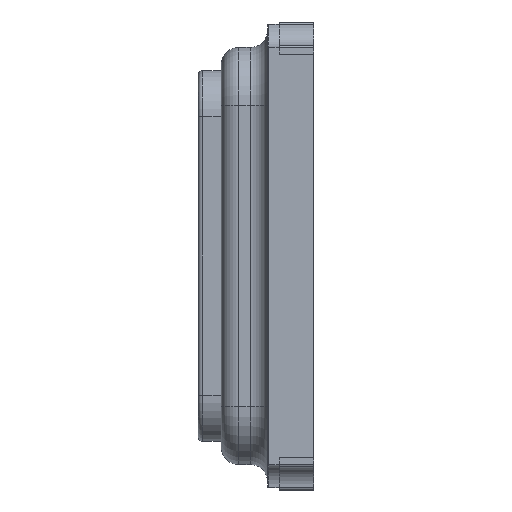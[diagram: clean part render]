
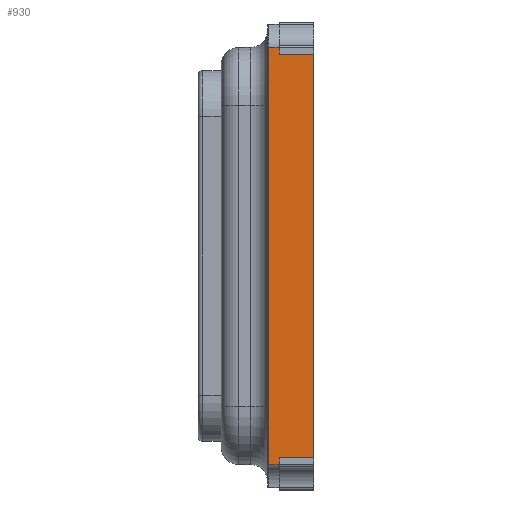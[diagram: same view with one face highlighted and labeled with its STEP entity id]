
A CAD part, left-side view. The second image highlights one B-rep face of the part: STEP entity #930.
In plain terms, the highlighted planar face has unit normal (-1, 0, 0).
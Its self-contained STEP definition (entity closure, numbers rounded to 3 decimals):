
#194 = VECTOR ( 'NONE', #3989, 1000. ) ;
#236 = CARTESIAN_POINT ( 'NONE',  ( -1.25, 0.15, -0.87 ) ) ;
#269 = VECTOR ( 'NONE', #583, 1000. ) ;
#306 = ORIENTED_EDGE ( 'NONE', *, *, #3489, .T. ) ;
#326 = VECTOR ( 'NONE', #656, 1000. ) ;
#343 = VECTOR ( 'NONE', #2682, 1000. ) ;
#371 = ORIENTED_EDGE ( 'NONE', *, *, #3404, .T. ) ;
#532 = EDGE_CURVE ( 'NONE', #1353, #1497, #2727, .T. ) ;
#568 = DIRECTION ( 'NONE',  ( 0., -1., 0. ) ) ;
#583 = DIRECTION ( 'NONE',  ( 0., -1., 0. ) ) ;
#640 = VECTOR ( 'NONE', #3582, 1000. ) ;
#656 = DIRECTION ( 'NONE',  ( 0., 1., 0. ) ) ;
#705 = VERTEX_POINT ( 'NONE', #1043 ) ;
#819 = CARTESIAN_POINT ( 'NONE',  ( -1.25, 0.15, 0.9 ) ) ;
#876 = CARTESIAN_POINT ( 'NONE',  ( -1.25, 0.15, 0.87 ) ) ;
#902 = EDGE_CURVE ( 'NONE', #1770, #1904, #2842, .T. ) ;
#930 = ADVANCED_FACE ( 'NONE', ( #4020 ), #976, .F. ) ;
#976 = PLANE ( 'NONE',  #2178 ) ;
#1002 = ORIENTED_EDGE ( 'NONE', *, *, #902, .T. ) ;
#1041 = LINE ( 'NONE', #2950, #1767 ) ;
#1043 = CARTESIAN_POINT ( 'NONE',  ( -1.25, 0., -0.87 ) ) ;
#1199 = CARTESIAN_POINT ( 'NONE',  ( -1.25, 0.15, -0.9 ) ) ;
#1259 = DIRECTION ( 'NONE',  ( 1., 0., 0. ) ) ;
#1289 = CARTESIAN_POINT ( 'NONE',  ( -1.25, 0., 0.9 ) ) ;
#1323 = EDGE_LOOP ( 'NONE', ( #1002, #306, #3450, #1701, #2086, #371, #2770, #2250 ) ) ;
#1353 = VERTEX_POINT ( 'NONE', #1390 ) ;
#1390 = CARTESIAN_POINT ( 'NONE',  ( -1.25, 0.195, -0.9 ) ) ;
#1490 = CARTESIAN_POINT ( 'NONE',  ( -1.25, 0.195, 1. ) ) ;
#1497 = VERTEX_POINT ( 'NONE', #2456 ) ;
#1533 = EDGE_CURVE ( 'NONE', #2058, #705, #3804, .T. ) ;
#1701 = ORIENTED_EDGE ( 'NONE', *, *, #3642, .F. ) ;
#1767 = VECTOR ( 'NONE', #3865, 1000. ) ;
#1770 = VERTEX_POINT ( 'NONE', #819 ) ;
#1803 = CARTESIAN_POINT ( 'NONE',  ( -1.25, 0.195, 0.9 ) ) ;
#1845 = LINE ( 'NONE', #1199, #194 ) ;
#1863 = VERTEX_POINT ( 'NONE', #2669 ) ;
#1904 = VERTEX_POINT ( 'NONE', #1803 ) ;
#2058 = VERTEX_POINT ( 'NONE', #3070 ) ;
#2070 = VERTEX_POINT ( 'NONE', #3346 ) ;
#2086 = ORIENTED_EDGE ( 'NONE', *, *, #1533, .T. ) ;
#2178 = AXIS2_PLACEMENT_3D ( 'NONE', #3122, #1259, #3745 ) ;
#2250 = ORIENTED_EDGE ( 'NONE', *, *, #3286, .T. ) ;
#2287 = LINE ( 'NONE', #876, #2482 ) ;
#2356 = VECTOR ( 'NONE', #2889, 1000. ) ;
#2383 = CARTESIAN_POINT ( 'NONE',  ( -1.25, 0., 1. ) ) ;
#2456 = CARTESIAN_POINT ( 'NONE',  ( -1.25, 0.15, -0.9 ) ) ;
#2482 = VECTOR ( 'NONE', #568, 1000. ) ;
#2669 = CARTESIAN_POINT ( 'NONE',  ( -1.25, 0., 0.87 ) ) ;
#2682 = DIRECTION ( 'NONE',  ( 0., 0., 1. ) ) ;
#2727 = LINE ( 'NONE', #2874, #2356 ) ;
#2770 = ORIENTED_EDGE ( 'NONE', *, *, #3561, .F. ) ;
#2804 = LINE ( 'NONE', #2383, #343 ) ;
#2842 = LINE ( 'NONE', #1289, #326 ) ;
#2857 = LINE ( 'NONE', #1490, #640 ) ;
#2874 = CARTESIAN_POINT ( 'NONE',  ( -1.25, 0., -0.9 ) ) ;
#2889 = DIRECTION ( 'NONE',  ( 0., -1., 0. ) ) ;
#2950 = CARTESIAN_POINT ( 'NONE',  ( -1.25, 0.15, 0.9 ) ) ;
#3070 = CARTESIAN_POINT ( 'NONE',  ( -1.25, 0.15, -0.87 ) ) ;
#3122 = CARTESIAN_POINT ( 'NONE',  ( -1.25, 0.2, 1. ) ) ;
#3286 = EDGE_CURVE ( 'NONE', #2070, #1770, #1041, .T. ) ;
#3346 = CARTESIAN_POINT ( 'NONE',  ( -1.25, 0.15, 0.87 ) ) ;
#3404 = EDGE_CURVE ( 'NONE', #705, #1863, #2804, .T. ) ;
#3450 = ORIENTED_EDGE ( 'NONE', *, *, #532, .T. ) ;
#3489 = EDGE_CURVE ( 'NONE', #1904, #1353, #2857, .T. ) ;
#3561 = EDGE_CURVE ( 'NONE', #2070, #1863, #2287, .T. ) ;
#3582 = DIRECTION ( 'NONE',  ( 0., 0., -1. ) ) ;
#3642 = EDGE_CURVE ( 'NONE', #2058, #1497, #1845, .T. ) ;
#3745 = DIRECTION ( 'NONE',  ( 0., 0., -1. ) ) ;
#3804 = LINE ( 'NONE', #236, #269 ) ;
#3865 = DIRECTION ( 'NONE',  ( 0., 0., 1. ) ) ;
#3989 = DIRECTION ( 'NONE',  ( 0., 0., -1. ) ) ;
#4020 = FACE_OUTER_BOUND ( 'NONE', #1323, .T. ) ;
